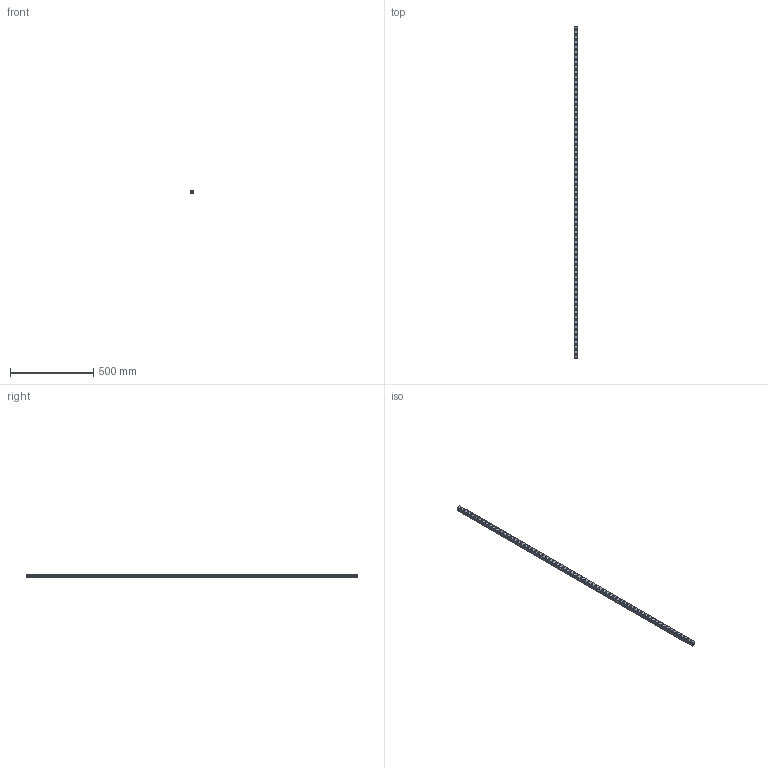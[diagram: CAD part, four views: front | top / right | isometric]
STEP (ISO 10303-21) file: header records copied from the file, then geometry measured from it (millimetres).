
FILE_DESCRIPTION(('STEP AP214'),'1');
FILE_NAME('cctmp_B9549561-723F-44A1-8D18-F807B2DF58E8_2021_03_11_09_56_08_0578..stp','2021-03-11T08:56:09',('HIWIN GmbH'),('CADClick - www.CADClick.com'),'Spatial InterOp 3D',' ','unknown authorization');
FILE_SCHEMA(('AUTOMOTIVE_DESIGN'));
Length unit declared in the file: millimetre
Products named in the file (1): RGR25R1990H_FILE
Bounding box: 23 x 1990 x 23.6 mm (x, y, z)
Volume: 798470 mm3; surface area: 247004.1 mm2
Topology: 1 solids, 1 shells, 711 faces, 1521 edges, 1014 vertices
Faces by surface type: cylinder 414, plane 297
Entity records: 25315 total; most frequent: DIRECTION 3773, CARTESIAN_POINT 3247, ORIENTED_EDGE 3042, AXIS2_PLACEMENT_3D 1540, EDGE_CURVE 1521, VERTEX_POINT 1014, EDGE_LOOP 913, CIRCLE 828
